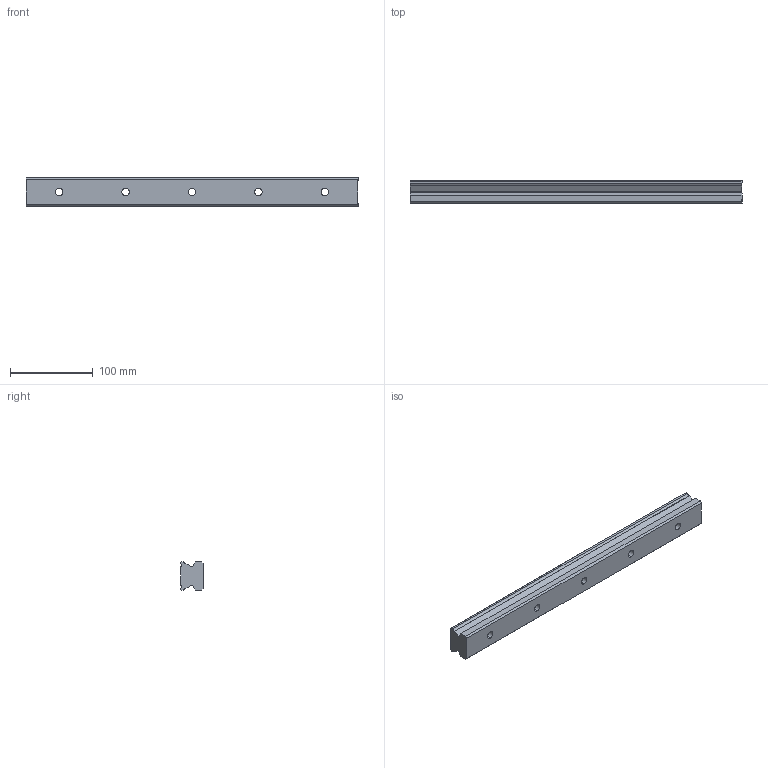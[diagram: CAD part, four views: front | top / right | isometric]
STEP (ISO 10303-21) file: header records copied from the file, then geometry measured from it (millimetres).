
FILE_DESCRIPTION (( 'STEP AP214' ), '1' );
FILE_NAME ('SSR35XTB1SS-400L_G40_0_B-M6F_144-55_0_0_0.STEP', '2021-06-29T13:22:13', ( '' ), ( '' ), 'SwSTEP 2.0', 'SolidWorks 2021', '' );
FILE_SCHEMA (( 'AUTOMOTIVE_DESIGN' ));
Length unit declared in the file: millimetre
Products named in the file (2): SSR35XTB1SS-400L_G40_0_B-M6F_144-55_0_0_0; _SSR35XTBY40040 Track
Assembly tree (1 placements, depth 2):
  SSR35XTB1SS-400L_G40_0_B-M6F_144-55_0_0_0
    _SSR35XTBY40040 Track
Bounding box: 400 x 27.5 x 34 mm (x, y, z)
Volume: 318404.2 mm3; surface area: 58051.3 mm2
Topology: 1 solids, 1 shells, 51 faces, 132 edges, 88 vertices
Faces by surface type: cylinder 28, plane 23
Entity records: 1668 total; most frequent: DIRECTION 298, CARTESIAN_POINT 275, ORIENTED_EDGE 264, EDGE_CURVE 132, AXIS2_PLACEMENT_3D 111, VERTEX_POINT 88, LINE 76, VECTOR 76
